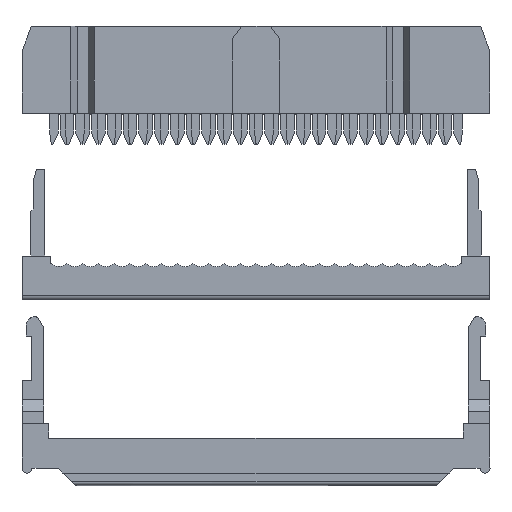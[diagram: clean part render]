
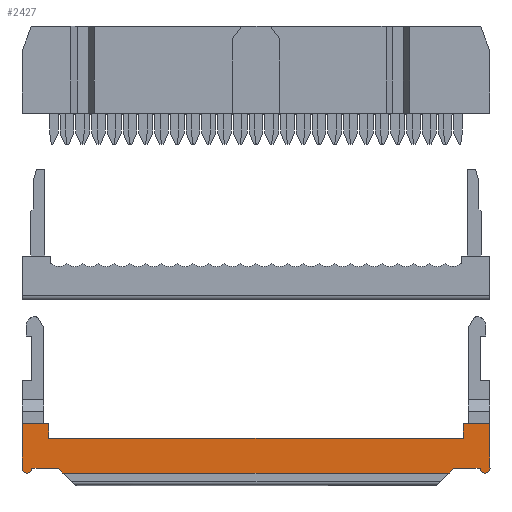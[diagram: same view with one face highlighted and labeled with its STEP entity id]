
A CAD part, front view. The second image highlights one B-rep face of the part: STEP entity #2427.
In plain terms, the highlighted planar face has unit normal (0, -1, 0).
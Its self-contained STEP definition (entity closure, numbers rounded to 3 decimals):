
#2427=ADVANCED_FACE('',(#4915),#4916,.T.);
#4915=FACE_OUTER_BOUND('',#7421,.T.);
#4916=PLANE('',#7422);
#7421=EDGE_LOOP('',(#14824,#14825,#14826,#14827,#14828,#14829,#14830,#14831,#14832,#14833,#14834,#14835,#14836,#14837,#14838,#14839));
#7422=AXIS2_PLACEMENT_3D('',#14840,#14841,#14842);
#14824=ORIENTED_EDGE('',*,*,#17976,.F.);
#14825=ORIENTED_EDGE('',*,*,#17977,.F.);
#14826=ORIENTED_EDGE('',*,*,#17978,.F.);
#14827=ORIENTED_EDGE('',*,*,#17979,.F.);
#14828=ORIENTED_EDGE('',*,*,#17980,.F.);
#14829=ORIENTED_EDGE('',*,*,#17973,.F.);
#14830=ORIENTED_EDGE('',*,*,#17981,.F.);
#14831=ORIENTED_EDGE('',*,*,#17982,.F.);
#14832=ORIENTED_EDGE('',*,*,#17983,.F.);
#14833=ORIENTED_EDGE('',*,*,#17984,.F.);
#14834=ORIENTED_EDGE('',*,*,#17910,.F.);
#14835=ORIENTED_EDGE('',*,*,#17962,.F.);
#14836=ORIENTED_EDGE('',*,*,#17985,.F.);
#14837=ORIENTED_EDGE('',*,*,#17986,.F.);
#14838=ORIENTED_EDGE('',*,*,#17987,.F.);
#14839=ORIENTED_EDGE('',*,*,#17988,.F.);
#14840=CARTESIAN_POINT('',(0.003,-3.0,-25.57));
#14841=DIRECTION('',(0.0,-1.0,0.));
#14842=DIRECTION('',(1.0,0.0,0.0));
#17910=EDGE_CURVE('',#22241,#22243,#22244,.T.);
#17962=EDGE_CURVE('',#22316,#22241,#22318,.T.);
#17973=EDGE_CURVE('',#22330,#22332,#22333,.T.);
#17976=EDGE_CURVE('',#22336,#22337,#22338,.T.);
#17977=EDGE_CURVE('',#22339,#22336,#22340,.T.);
#17978=EDGE_CURVE('',#22341,#22339,#22342,.T.);
#17979=EDGE_CURVE('',#22343,#22341,#22344,.T.);
#17980=EDGE_CURVE('',#22332,#22343,#22345,.T.);
#17981=EDGE_CURVE('',#22346,#22330,#22347,.T.);
#17982=EDGE_CURVE('',#22348,#22346,#22349,.T.);
#17983=EDGE_CURVE('',#22350,#22348,#22351,.T.);
#17984=EDGE_CURVE('',#22243,#22350,#22352,.T.);
#17985=EDGE_CURVE('',#22353,#22316,#22354,.T.);
#17986=EDGE_CURVE('',#22355,#22353,#22356,.T.);
#17987=EDGE_CURVE('',#22357,#22355,#22358,.T.);
#17988=EDGE_CURVE('',#22337,#22357,#22359,.T.);
#22241=VERTEX_POINT('',#28538);
#22243=VERTEX_POINT('',#28541);
#22244=LINE('',#28542,#28543);
#22316=VERTEX_POINT('',#28650);
#22318=LINE('',#28653,#28654);
#22330=VERTEX_POINT('',#28672);
#22332=VERTEX_POINT('',#28675);
#22333=LINE('',#28676,#28677);
#22336=VERTEX_POINT('',#28681);
#22337=VERTEX_POINT('',#28682);
#22338=LINE('',#28683,#28684);
#22339=VERTEX_POINT('',#28685);
#22340=LINE('',#28686,#28687);
#22341=VERTEX_POINT('',#28688);
#22342=LINE('',#28689,#28690);
#22343=VERTEX_POINT('',#28691);
#22344=LINE('',#28692,#28693);
#22345=LINE('',#28694,#28695);
#22346=VERTEX_POINT('',#28696);
#22347=CIRCLE('',#28697,0.4);
#22348=VERTEX_POINT('',#28698);
#22349=LINE('',#28699,#28700);
#22350=VERTEX_POINT('',#28701);
#22351=CIRCLE('',#28702,0.3);
#22352=LINE('',#28703,#28704);
#22353=VERTEX_POINT('',#28705);
#22354=CIRCLE('',#28706,0.3);
#22355=VERTEX_POINT('',#28707);
#22356=LINE('',#28708,#28709);
#22357=VERTEX_POINT('',#28710);
#22358=CIRCLE('',#28711,0.4);
#22359=LINE('',#28712,#28713);
#28538=CARTESIAN_POINT('',(15.56,-3.,-29.));
#28541=CARTESIAN_POINT('',(-15.56,-3.,-29.));
#28542=CARTESIAN_POINT('',(-9.429,-3.0,-29.));
#28543=VECTOR('',#31217,1.0);
#28650=CARTESIAN_POINT('',(15.872,-3.0,-28.688));
#28653=CARTESIAN_POINT('',(14.648,-3.0,-29.912));
#28654=VECTOR('',#31263,1.);
#28672=CARTESIAN_POINT('',(-18.86,-3.0,-28.6));
#28675=CARTESIAN_POINT('',(-18.86,-3.,-25.));
#28676=CARTESIAN_POINT('',(-18.86,-3.0,-21.5));
#28677=VECTOR('',#31271,1.0);
#28681=CARTESIAN_POINT('',(16.72,-3.0,-25.));
#28682=CARTESIAN_POINT('',(18.86,-3.,-25.));
#28683=CARTESIAN_POINT('',(17.11,-3.0,-25.));
#28684=VECTOR('',#31273,1.0);
#28685=CARTESIAN_POINT('',(16.72,-3.0,-26.2));
#28686=CARTESIAN_POINT('',(16.72,-3.0,-25.));
#28687=VECTOR('',#31274,1.0);
#28688=CARTESIAN_POINT('',(-16.72,-3.0,-26.2));
#28689=CARTESIAN_POINT('',(-16.72,-3.0,-26.2));
#28690=VECTOR('',#31275,1.0);
#28691=CARTESIAN_POINT('',(-16.72,-3.0,-25.));
#28692=CARTESIAN_POINT('',(-16.72,-3.0,-25.));
#28693=VECTOR('',#31276,1.0);
#28694=CARTESIAN_POINT('',(-9.429,-3.,-25.));
#28695=VECTOR('',#31277,1.0);
#28696=CARTESIAN_POINT('',(-18.06,-3.0,-28.6));
#28697=AXIS2_PLACEMENT_3D('',#31278,#31279,#31280);
#28698=CARTESIAN_POINT('',(-16.084,-3.0,-28.6));
#28699=CARTESIAN_POINT('',(-18.06,-3.0,-28.6));
#28700=VECTOR('',#31281,1.0);
#28701=CARTESIAN_POINT('',(-15.872,-3.0,-28.688));
#28702=AXIS2_PLACEMENT_3D('',#31282,#31283,#31284);
#28703=CARTESIAN_POINT('',(-15.872,-3.0,-28.688));
#28704=VECTOR('',#31285,1.0);
#28705=CARTESIAN_POINT('',(16.084,-3.0,-28.6));
#28706=AXIS2_PLACEMENT_3D('',#31286,#31287,#31288);
#28707=CARTESIAN_POINT('',(18.06,-3.0,-28.6));
#28708=CARTESIAN_POINT('',(16.084,-3.0,-28.6));
#28709=VECTOR('',#31289,1.0);
#28710=CARTESIAN_POINT('',(18.86,-3.0,-28.6));
#28711=AXIS2_PLACEMENT_3D('',#31290,#31291,#31292);
#28712=CARTESIAN_POINT('',(18.86,-3.0,-28.6));
#28713=VECTOR('',#31293,1.0);
#31217=DIRECTION('',(-1.0,0.0,0.0));
#31263=DIRECTION('',(-0.707,0.,-0.707));
#31271=DIRECTION('',(0.0,0.,1.0));
#31273=DIRECTION('',(1.0,0.0,0.0));
#31274=DIRECTION('',(0.0,0.,1.0));
#31275=DIRECTION('',(1.0,0.,0.));
#31276=DIRECTION('',(0.0,0.,-1.0));
#31277=DIRECTION('',(1.0,0.0,0.0));
#31278=CARTESIAN_POINT('',(-18.46,-3.0,-28.6));
#31279=DIRECTION('',(0.0,1.0,0.));
#31280=DIRECTION('',(1.0,0.0,0.0));
#31281=DIRECTION('',(-1.0,0.0,0.0));
#31282=CARTESIAN_POINT('',(-16.084,-3.0,-28.9));
#31283=DIRECTION('',(0.0,-1.0,0.));
#31284=DIRECTION('',(1.0,0.0,0.0));
#31285=DIRECTION('',(-0.707,0.,0.707));
#31286=CARTESIAN_POINT('',(16.084,-3.0,-28.9));
#31287=DIRECTION('',(0.0,-1.0,0.));
#31288=DIRECTION('',(1.0,0.0,0.0));
#31289=DIRECTION('',(-1.0,0.0,0.0));
#31290=CARTESIAN_POINT('',(18.46,-3.0,-28.6));
#31291=DIRECTION('',(0.0,1.0,0.));
#31292=DIRECTION('',(1.0,0.0,0.0));
#31293=DIRECTION('',(-0.0,0.,-1.0));
